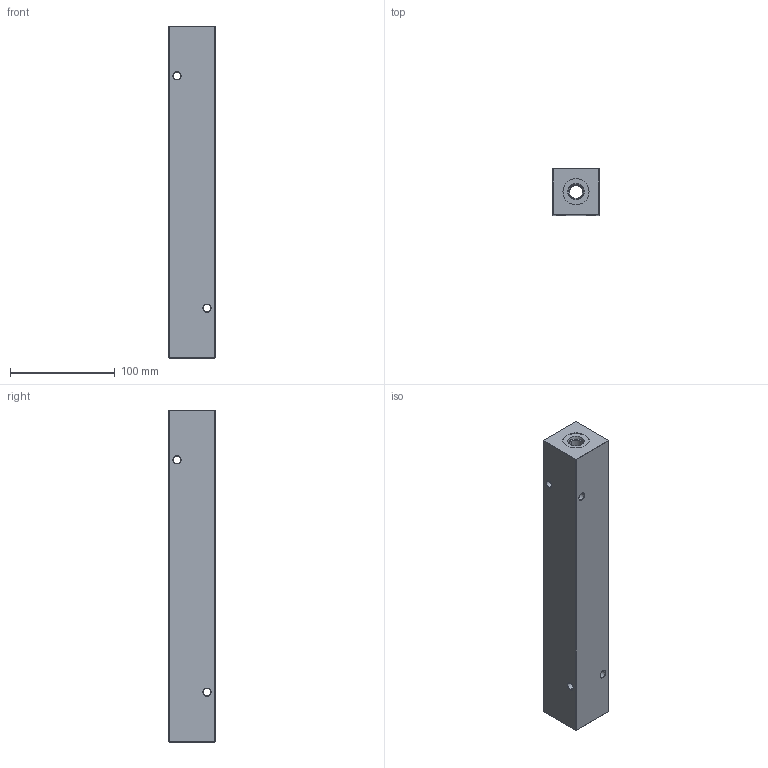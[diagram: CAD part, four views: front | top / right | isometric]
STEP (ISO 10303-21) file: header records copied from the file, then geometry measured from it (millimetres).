
FILE_DESCRIPTION (( 'STEP AP203' ), '1' );
FILE_NAME ('HM-7-90-S-6-6.STEP', '2020-11-09T21:15:45', ( '' ), ( '' ), 'SwSTEP 2.0', 'SolidWorks 2019', '' );
FILE_SCHEMA (( 'CONFIG_CONTROL_DESIGN' ));
Length unit declared in the file: inch
Products named in the file (1): HM-7-90-S-6-6
Bounding box: 44.45 x 44.45 x 317.5 mm (x, y, z)
Volume: 542186.8 mm3; surface area: 82146.9 mm2
Topology: 1 solids, 1 shells, 695 faces, 1790 edges, 1140 vertices
Faces by surface type: plane 243, bspline 195, cylinder 131, cone 126
Entity records: 30689 total; most frequent: CARTESIAN_POINT 15294, ORIENTED_EDGE 3580, DIRECTION 2473, EDGE_CURVE 1790, VERTEX_POINT 1140, LINE 891, VECTOR 891, AXIS2_PLACEMENT_3D 791
